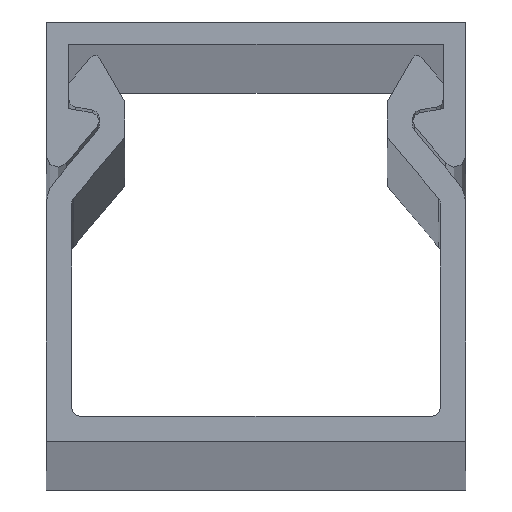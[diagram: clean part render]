
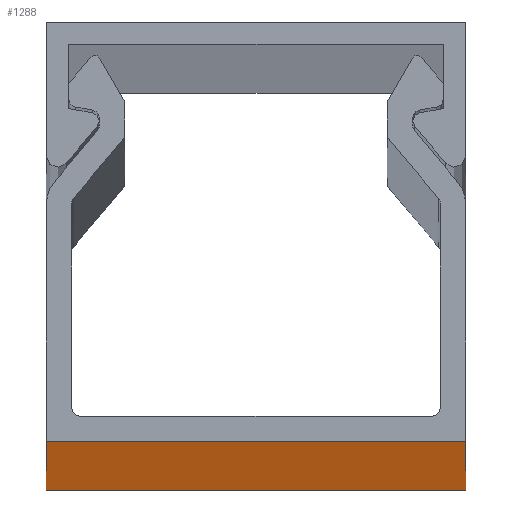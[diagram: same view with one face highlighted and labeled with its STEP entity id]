
A CAD part, top view. The second image highlights one B-rep face of the part: STEP entity #1288.
In plain terms, the highlighted planar face has unit normal (0, -1, 0).
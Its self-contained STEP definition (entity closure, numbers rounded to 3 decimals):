
#53 = VECTOR ( 'NONE', #526, 1000. ) ;
#62 = LINE ( 'NONE', #654, #542 ) ;
#156 = DIRECTION ( 'NONE',  ( 0., 0., -1. ) ) ;
#166 = ORIENTED_EDGE ( 'NONE', *, *, #1563, .F. ) ;
#184 = AXIS2_PLACEMENT_3D ( 'NONE', #610, #899, #1900 ) ;
#213 = EDGE_CURVE ( 'NONE', #714, #760, #62, .T. ) ;
#263 = CARTESIAN_POINT ( 'NONE',  ( -7.5, 0., 1000. ) ) ;
#462 = FACE_OUTER_BOUND ( 'NONE', #770, .T. ) ;
#526 = DIRECTION ( 'NONE',  ( 1., 0., 0. ) ) ;
#542 = VECTOR ( 'NONE', #1250, 1000. ) ;
#553 = LINE ( 'NONE', #1310, #1351 ) ;
#595 = ORIENTED_EDGE ( 'NONE', *, *, #1132, .F. ) ;
#610 = CARTESIAN_POINT ( 'NONE',  ( 0., 0., 1000. ) ) ;
#654 = CARTESIAN_POINT ( 'NONE',  ( -7.5, 0., 1000. ) ) ;
#712 = CARTESIAN_POINT ( 'NONE',  ( -7.5, 0., 0. ) ) ;
#714 = VERTEX_POINT ( 'NONE', #263 ) ;
#760 = VERTEX_POINT ( 'NONE', #712 ) ;
#770 = EDGE_LOOP ( 'NONE', ( #1425, #166, #595, #821 ) ) ;
#821 = ORIENTED_EDGE ( 'NONE', *, *, #213, .T. ) ;
#851 = DIRECTION ( 'NONE',  ( 1., 0., 0. ) ) ;
#899 = DIRECTION ( 'NONE',  ( 0., 1., 0. ) ) ;
#998 = EDGE_CURVE ( 'NONE', #760, #1146, #1681, .T. ) ;
#1016 = CARTESIAN_POINT ( 'NONE',  ( 7.5, 0., 1000. ) ) ;
#1132 = EDGE_CURVE ( 'NONE', #714, #1828, #553, .T. ) ;
#1146 = VERTEX_POINT ( 'NONE', #1615 ) ;
#1250 = DIRECTION ( 'NONE',  ( 0., 0., -1. ) ) ;
#1288 = ADVANCED_FACE ( 'NONE', ( #462 ), #1771, .F. ) ;
#1310 = CARTESIAN_POINT ( 'NONE',  ( 0., 0., 1000. ) ) ;
#1351 = VECTOR ( 'NONE', #851, 1000. ) ;
#1425 = ORIENTED_EDGE ( 'NONE', *, *, #998, .T. ) ;
#1482 = CARTESIAN_POINT ( 'NONE',  ( 7.5, 0., 1000. ) ) ;
#1563 = EDGE_CURVE ( 'NONE', #1828, #1146, #1768, .T. ) ;
#1565 = VECTOR ( 'NONE', #156, 1000. ) ;
#1615 = CARTESIAN_POINT ( 'NONE',  ( 7.5, 0., 0. ) ) ;
#1681 = LINE ( 'NONE', #1699, #53 ) ;
#1699 = CARTESIAN_POINT ( 'NONE',  ( 0., 0., 0. ) ) ;
#1768 = LINE ( 'NONE', #1482, #1565 ) ;
#1771 = PLANE ( 'NONE',  #184 ) ;
#1828 = VERTEX_POINT ( 'NONE', #1016 ) ;
#1900 = DIRECTION ( 'NONE',  ( -1., 0., 0. ) ) ;
